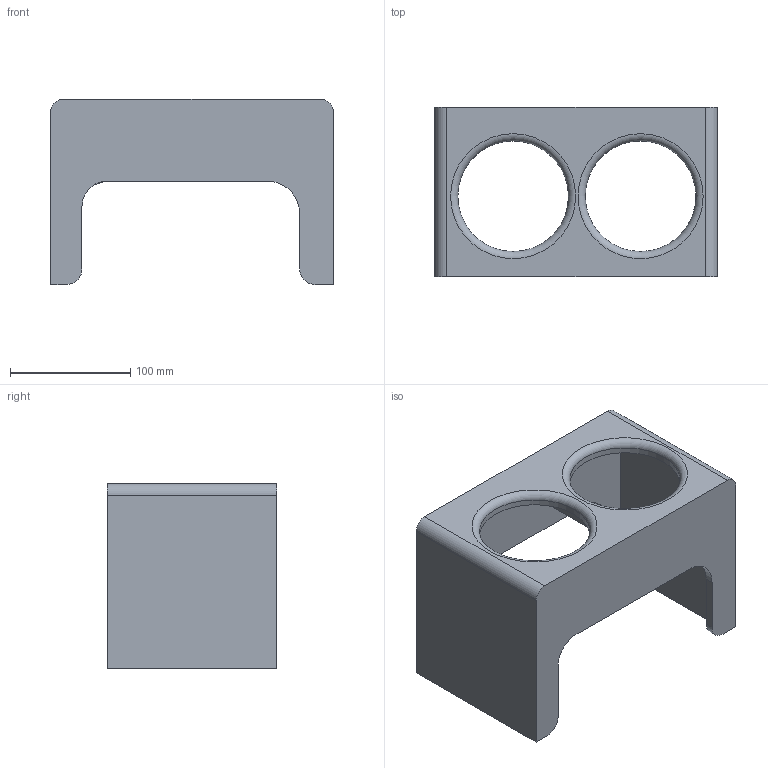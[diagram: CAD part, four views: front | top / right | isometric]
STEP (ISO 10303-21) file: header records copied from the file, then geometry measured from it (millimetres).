
FILE_DESCRIPTION(('HOOPS Exchange Step'),'2;1');
FILE_NAME('temp_export.step','2020-06-03T21:10:45+19:00',('mobile'),('Shapr3D Limited'),'HOOPS Exchange 2018.1','Shapr3D','Authorized');
FILE_SCHEMA( ('AP203_CONFIGURATION_CONTROLLED_3D_DESIGN_OF_MECHANICAL_PARTS_AND_ASSEMBLIES_MIM_LF') );
Length unit declared in the file: millimetre
Products named in the file (1): Body 07
Bounding box: 235 x 141 x 154 mm (x, y, z)
Volume: 930730.4 mm3; surface area: 197748.5 mm2
Topology: 1 solids, 1 shells, 36 faces, 102 edges, 68 vertices
Faces by surface type: plane 22, cylinder 12, torus 2
Full cylindrical faces by diameter (mm): 92 x2
Entity records: 1209 total; most frequent: CARTESIAN_POINT 207, DIRECTION 207, ORIENTED_EDGE 204, EDGE_CURVE 102, VECTOR 71, LINE 71, AXIS2_PLACEMENT_3D 68, VERTEX_POINT 68
